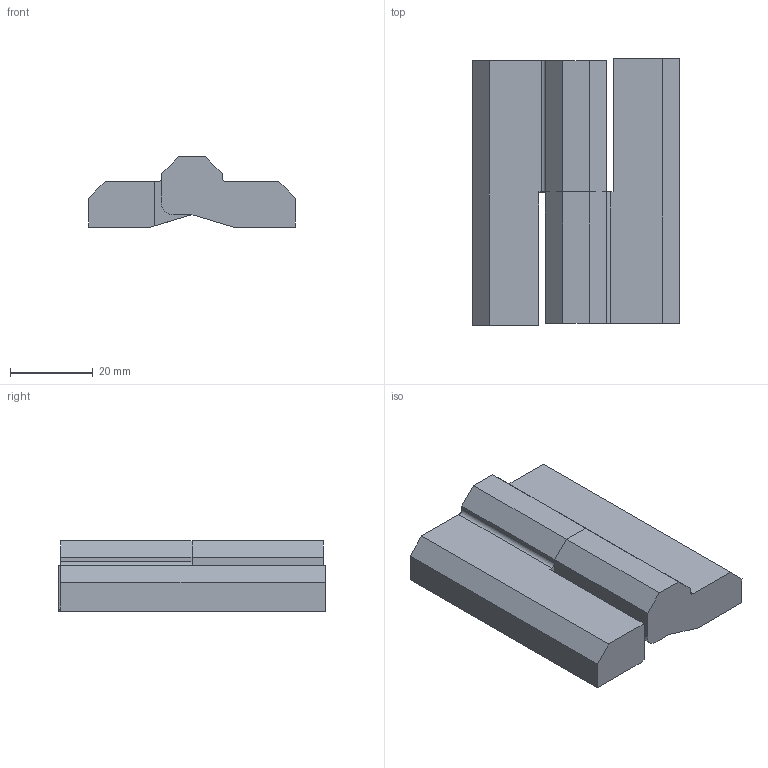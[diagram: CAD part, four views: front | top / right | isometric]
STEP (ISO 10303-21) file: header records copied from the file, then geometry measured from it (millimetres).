
FILE_DESCRIPTION(('STEP AP203'),'1');
FILE_NAME('699.1.2.2.001.step','2012-08-17T10:40:10',(' '),(' '),'Spatial InterOp 3D',' ',' ');
FILE_SCHEMA(('CONFIG_CONTROL_DESIGN'));
Length unit declared in the file: millimetre
Products named in the file (3): 1; 2; 3
Bounding box: 50 x 64.5 x 17 mm (x, y, z)
Volume: 23288.6 mm3; surface area: 16956.7 mm2
Topology: 3 solids, 3 shells, 182 faces, 460 edges, 302 vertices
Faces by surface type: plane 128, cylinder 34, extrusion 14, cone 6
Full cylindrical faces by diameter (mm): 4.2 x4, 6 x2, 6.2 x2
Entity records: 6400 total; most frequent: CARTESIAN_POINT 1933, ORIENTED_EDGE 892, DIRECTION 844, EDGE_CURVE 446, VECTOR 346, LINE 332, VERTEX_POINT 302, AXIS2_PLACEMENT_3D 249
